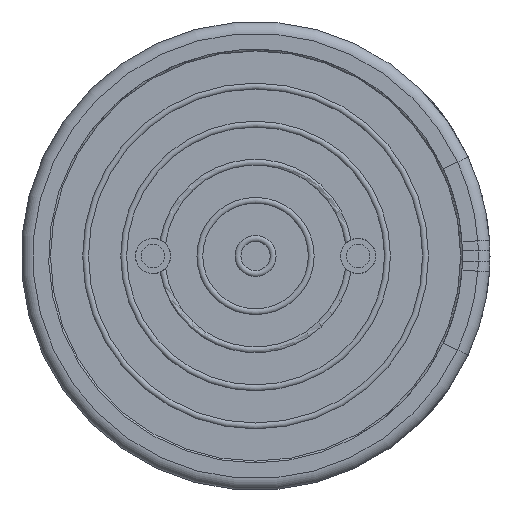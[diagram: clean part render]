
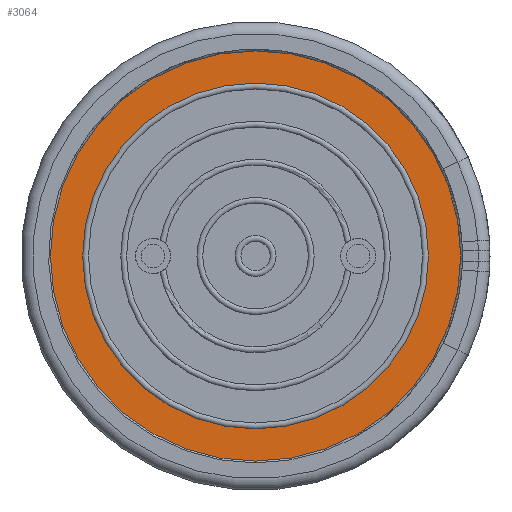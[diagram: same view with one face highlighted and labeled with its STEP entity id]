
A CAD part, front view. The second image highlights one B-rep face of the part: STEP entity #3064.
In plain terms, the highlighted planar face has unit normal (0, -1, 0).
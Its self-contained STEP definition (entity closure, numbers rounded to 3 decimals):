
#64=FACE_BOUND('',#453,.T.);
#198=PLANE('',#3423);
#313=FACE_OUTER_BOUND('',#452,.T.);
#452=EDGE_LOOP('',(#2735,#2736));
#453=EDGE_LOOP('',(#2737,#2738));
#929=CIRCLE('',#3350,3.5);
#930=CIRCLE('',#3351,3.5);
#961=CIRCLE('',#3391,2.95);
#962=CIRCLE('',#3392,2.95);
#1320=VERTEX_POINT('',#5662);
#1321=VERTEX_POINT('',#5664);
#1346=VERTEX_POINT('',#5738);
#1347=VERTEX_POINT('',#5739);
#1768=EDGE_CURVE('',#1320,#1321,#929,.T.);
#1769=EDGE_CURVE('',#1321,#1320,#930,.T.);
#1808=EDGE_CURVE('',#1346,#1347,#961,.T.);
#1809=EDGE_CURVE('',#1347,#1346,#962,.T.);
#2735=ORIENTED_EDGE('',*,*,#1769,.F.);
#2736=ORIENTED_EDGE('',*,*,#1768,.F.);
#2737=ORIENTED_EDGE('',*,*,#1808,.T.);
#2738=ORIENTED_EDGE('',*,*,#1809,.T.);
#3064=ADVANCED_FACE('',(#313,#64),#198,.T.);
#3350=AXIS2_PLACEMENT_3D('',#5665,#4074,#4075);
#3351=AXIS2_PLACEMENT_3D('',#5666,#4076,#4077);
#3391=AXIS2_PLACEMENT_3D('',#5740,#4164,#4165);
#3392=AXIS2_PLACEMENT_3D('',#5741,#4166,#4167);
#3423=AXIS2_PLACEMENT_3D('',#5797,#4233,#4234);
#4074=DIRECTION('center_axis',(0.,1.,0.));
#4075=DIRECTION('ref_axis',(1.,0.,0.));
#4076=DIRECTION('center_axis',(0.,1.,0.));
#4077=DIRECTION('ref_axis',(1.,0.,0.));
#4164=DIRECTION('center_axis',(0.,1.,0.));
#4165=DIRECTION('ref_axis',(-1.,0.,0.));
#4166=DIRECTION('center_axis',(0.,1.,0.));
#4167=DIRECTION('ref_axis',(-1.,0.,0.));
#4233=DIRECTION('center_axis',(0.,-1.,0.));
#4234=DIRECTION('ref_axis',(0.,0.,-1.));
#5662=CARTESIAN_POINT('',(-3.5,0.1,0.));
#5664=CARTESIAN_POINT('',(3.5,0.1,0.));
#5665=CARTESIAN_POINT('Origin',(0.,0.1,0.));
#5666=CARTESIAN_POINT('Origin',(0.,0.1,0.));
#5738=CARTESIAN_POINT('',(-2.95,0.1,0.));
#5739=CARTESIAN_POINT('',(2.95,0.1,0.));
#5740=CARTESIAN_POINT('Origin',(0.,0.1,0.));
#5741=CARTESIAN_POINT('Origin',(0.,0.1,0.));
#5797=CARTESIAN_POINT('Origin',(0.,0.1,0.));
